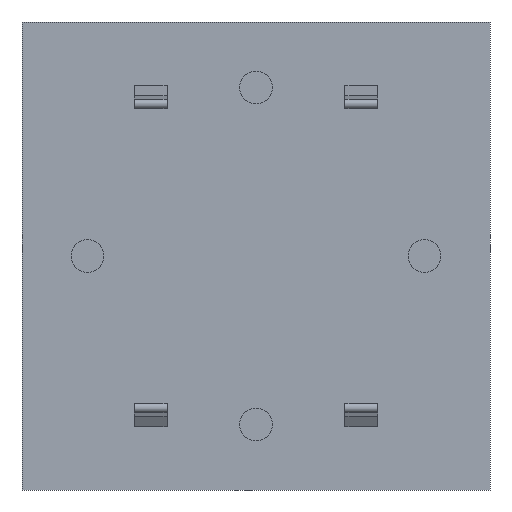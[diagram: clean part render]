
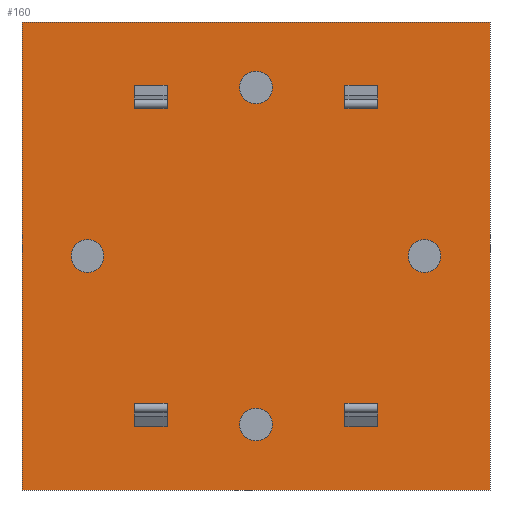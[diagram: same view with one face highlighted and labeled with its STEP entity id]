
A CAD part, front view. The second image highlights one B-rep face of the part: STEP entity #160.
In plain terms, the highlighted planar face has unit normal (0, -1, 0).
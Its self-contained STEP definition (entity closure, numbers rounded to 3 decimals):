
#160=ADVANCED_FACE('',(#348,#349,#350,#351,#352,#353,#354,#355,#356),#357,.F.);
#348=FACE_BOUND('',#569,.T.);
#349=FACE_BOUND('',#570,.T.);
#350=FACE_BOUND('',#571,.T.);
#351=FACE_BOUND('',#572,.T.);
#352=FACE_BOUND('',#573,.T.);
#353=FACE_BOUND('',#574,.T.);
#354=FACE_OUTER_BOUND('',#575,.T.);
#355=FACE_BOUND('',#576,.T.);
#356=FACE_BOUND('',#577,.T.);
#357=PLANE('',#578);
#569=EDGE_LOOP('',(#977,#978,#979,#980));
#570=EDGE_LOOP('',(#981,#982,#983,#984));
#571=EDGE_LOOP('',(#985,#986));
#572=EDGE_LOOP('',(#987,#988));
#573=EDGE_LOOP('',(#989,#990));
#574=EDGE_LOOP('',(#991,#992));
#575=EDGE_LOOP('',(#993,#994,#995,#996));
#576=EDGE_LOOP('',(#997,#998,#999,#1000));
#577=EDGE_LOOP('',(#1001,#1002,#1003,#1004));
#578=AXIS2_PLACEMENT_3D('',#1005,#1006,#1007);
#977=ORIENTED_EDGE('',*,*,#1422,.T.);
#978=ORIENTED_EDGE('',*,*,#1423,.T.);
#979=ORIENTED_EDGE('',*,*,#1424,.T.);
#980=ORIENTED_EDGE('',*,*,#1425,.T.);
#981=ORIENTED_EDGE('',*,*,#1426,.T.);
#982=ORIENTED_EDGE('',*,*,#1427,.T.);
#983=ORIENTED_EDGE('',*,*,#1428,.T.);
#984=ORIENTED_EDGE('',*,*,#1429,.T.);
#985=ORIENTED_EDGE('',*,*,#1430,.T.);
#986=ORIENTED_EDGE('',*,*,#1307,.T.);
#987=ORIENTED_EDGE('',*,*,#1431,.T.);
#988=ORIENTED_EDGE('',*,*,#1302,.T.);
#989=ORIENTED_EDGE('',*,*,#1432,.T.);
#990=ORIENTED_EDGE('',*,*,#1297,.T.);
#991=ORIENTED_EDGE('',*,*,#1433,.T.);
#992=ORIENTED_EDGE('',*,*,#1292,.T.);
#993=ORIENTED_EDGE('',*,*,#1434,.T.);
#994=ORIENTED_EDGE('',*,*,#1435,.F.);
#995=ORIENTED_EDGE('',*,*,#1436,.F.);
#996=ORIENTED_EDGE('',*,*,#1437,.F.);
#997=ORIENTED_EDGE('',*,*,#1401,.T.);
#998=ORIENTED_EDGE('',*,*,#1390,.T.);
#999=ORIENTED_EDGE('',*,*,#1418,.T.);
#1000=ORIENTED_EDGE('',*,*,#1420,.T.);
#1001=ORIENTED_EDGE('',*,*,#1369,.T.);
#1002=ORIENTED_EDGE('',*,*,#1358,.T.);
#1003=ORIENTED_EDGE('',*,*,#1386,.T.);
#1004=ORIENTED_EDGE('',*,*,#1388,.T.);
#1005=CARTESIAN_POINT('',(0.0,5.5,0.0));
#1006=DIRECTION('',(0.0,1.0,0.0));
#1007=DIRECTION('',(0.0,0.0,1.0));
#1292=EDGE_CURVE('',#1526,#1530,#1532,.T.);
#1297=EDGE_CURVE('',#1535,#1539,#1541,.T.);
#1302=EDGE_CURVE('',#1544,#1548,#1550,.T.);
#1307=EDGE_CURVE('',#1553,#1557,#1559,.T.);
#1358=EDGE_CURVE('',#1641,#1642,#1643,.T.);
#1369=EDGE_CURVE('',#1657,#1641,#1661,.T.);
#1386=EDGE_CURVE('',#1642,#1681,#1683,.T.);
#1388=EDGE_CURVE('',#1681,#1657,#1685,.T.);
#1390=EDGE_CURVE('',#1687,#1688,#1689,.T.);
#1401=EDGE_CURVE('',#1703,#1687,#1707,.T.);
#1418=EDGE_CURVE('',#1688,#1727,#1729,.T.);
#1420=EDGE_CURVE('',#1727,#1703,#1731,.T.);
#1422=EDGE_CURVE('',#1733,#1734,#1735,.T.);
#1423=EDGE_CURVE('',#1734,#1736,#1737,.T.);
#1424=EDGE_CURVE('',#1736,#1738,#1739,.T.);
#1425=EDGE_CURVE('',#1738,#1733,#1740,.T.);
#1426=EDGE_CURVE('',#1741,#1742,#1743,.T.);
#1427=EDGE_CURVE('',#1742,#1744,#1745,.T.);
#1428=EDGE_CURVE('',#1744,#1746,#1747,.T.);
#1429=EDGE_CURVE('',#1746,#1741,#1748,.T.);
#1430=EDGE_CURVE('',#1557,#1553,#1749,.T.);
#1431=EDGE_CURVE('',#1548,#1544,#1750,.T.);
#1432=EDGE_CURVE('',#1539,#1535,#1751,.T.);
#1433=EDGE_CURVE('',#1530,#1526,#1752,.T.);
#1434=EDGE_CURVE('',#1753,#1754,#1755,.T.);
#1435=EDGE_CURVE('',#1756,#1754,#1757,.T.);
#1436=EDGE_CURVE('',#1758,#1756,#1759,.T.);
#1437=EDGE_CURVE('',#1753,#1758,#1760,.T.);
#1526=VERTEX_POINT('',#1874);
#1530=VERTEX_POINT('',#1879);
#1532=CIRCLE('',#1882,0.35);
#1535=VERTEX_POINT('',#1885);
#1539=VERTEX_POINT('',#1890);
#1541=CIRCLE('',#1893,0.35);
#1544=VERTEX_POINT('',#1896);
#1548=VERTEX_POINT('',#1901);
#1550=CIRCLE('',#1904,0.35);
#1553=VERTEX_POINT('',#1907);
#1557=VERTEX_POINT('',#1912);
#1559=CIRCLE('',#1915,0.35);
#1641=VERTEX_POINT('',#2026);
#1642=VERTEX_POINT('',#2027);
#1643=LINE('',#2028,#2029);
#1657=VERTEX_POINT('',#2049);
#1661=LINE('',#2055,#2056);
#1681=VERTEX_POINT('',#2084);
#1683=LINE('',#2087,#2088);
#1685=LINE('',#2090,#2091);
#1687=VERTEX_POINT('',#2093);
#1688=VERTEX_POINT('',#2094);
#1689=LINE('',#2095,#2096);
#1703=VERTEX_POINT('',#2116);
#1707=LINE('',#2122,#2123);
#1727=VERTEX_POINT('',#2151);
#1729=LINE('',#2154,#2155);
#1731=LINE('',#2157,#2158);
#1733=VERTEX_POINT('',#2160);
#1734=VERTEX_POINT('',#2161);
#1735=LINE('',#2162,#2163);
#1736=VERTEX_POINT('',#2164);
#1737=LINE('',#2165,#2166);
#1738=VERTEX_POINT('',#2167);
#1739=LINE('',#2168,#2169);
#1740=LINE('',#2170,#2171);
#1741=VERTEX_POINT('',#2172);
#1742=VERTEX_POINT('',#2173);
#1743=LINE('',#2174,#2175);
#1744=VERTEX_POINT('',#2176);
#1745=LINE('',#2177,#2178);
#1746=VERTEX_POINT('',#2179);
#1747=LINE('',#2180,#2181);
#1748=LINE('',#2182,#2183);
#1749=CIRCLE('',#2184,0.35);
#1750=CIRCLE('',#2185,0.35);
#1751=CIRCLE('',#2186,0.35);
#1752=CIRCLE('',#2187,0.35);
#1753=VERTEX_POINT('',#2188);
#1754=VERTEX_POINT('',#2189);
#1755=LINE('',#2190,#2191);
#1756=VERTEX_POINT('',#2192);
#1757=LINE('',#2193,#2194);
#1758=VERTEX_POINT('',#2195);
#1759=LINE('',#2196,#2197);
#1760=LINE('',#2198,#2199);
#1874=CARTESIAN_POINT('',(-3.95,5.5,0.));
#1879=CARTESIAN_POINT('',(-3.25,5.5,0.));
#1882=AXIS2_PLACEMENT_3D('',#2361,#2362,#2363);
#1885=CARTESIAN_POINT('',(0.,5.5,3.95));
#1890=CARTESIAN_POINT('',(0.,5.5,3.25));
#1893=AXIS2_PLACEMENT_3D('',#2369,#2370,#2371);
#1896=CARTESIAN_POINT('',(3.95,5.5,0.));
#1901=CARTESIAN_POINT('',(3.25,5.5,0.));
#1904=AXIS2_PLACEMENT_3D('',#2377,#2378,#2379);
#1907=CARTESIAN_POINT('',(0.,5.5,-3.95));
#1912=CARTESIAN_POINT('',(0.,5.5,-3.25));
#1915=AXIS2_PLACEMENT_3D('',#2385,#2386,#2387);
#2026=CARTESIAN_POINT('',(2.6,5.5,-3.147));
#2027=CARTESIAN_POINT('',(2.6,5.5,-3.35));
#2028=CARTESIAN_POINT('',(2.6,5.5,-1.672));
#2029=VECTOR('',#2441,1.0);
#2049=CARTESIAN_POINT('',(1.9,5.5,-3.147));
#2055=CARTESIAN_POINT('',(1.3,5.5,-3.147));
#2056=VECTOR('',#2453,1.0);
#2084=CARTESIAN_POINT('',(1.9,5.5,-3.35));
#2087=CARTESIAN_POINT('',(1.3,5.5,-3.35));
#2088=VECTOR('',#2466,1.0);
#2090=CARTESIAN_POINT('',(1.9,5.5,-1.672));
#2091=VECTOR('',#2467,1.0);
#2093=CARTESIAN_POINT('',(-1.9,5.5,-3.147));
#2094=CARTESIAN_POINT('',(-1.9,5.5,-3.35));
#2095=CARTESIAN_POINT('',(-1.9,5.5,-1.672));
#2096=VECTOR('',#2468,1.0);
#2116=CARTESIAN_POINT('',(-2.6,5.5,-3.147));
#2122=CARTESIAN_POINT('',(-0.95,5.5,-3.147));
#2123=VECTOR('',#2480,1.0);
#2151=CARTESIAN_POINT('',(-2.6,5.5,-3.35));
#2154=CARTESIAN_POINT('',(-0.95,5.5,-3.35));
#2155=VECTOR('',#2493,1.0);
#2157=CARTESIAN_POINT('',(-2.6,5.5,-1.672));
#2158=VECTOR('',#2494,1.0);
#2160=CARTESIAN_POINT('',(-1.9,5.5,3.147));
#2161=CARTESIAN_POINT('',(-2.6,5.5,3.147));
#2162=CARTESIAN_POINT('',(-1.3,5.5,3.147));
#2163=VECTOR('',#2495,1.0);
#2164=CARTESIAN_POINT('',(-2.6,5.5,3.35));
#2165=CARTESIAN_POINT('',(-2.6,5.5,1.672));
#2166=VECTOR('',#2496,1.0);
#2167=CARTESIAN_POINT('',(-1.9,5.5,3.35));
#2168=CARTESIAN_POINT('',(-1.3,5.5,3.35));
#2169=VECTOR('',#2497,1.0);
#2170=CARTESIAN_POINT('',(-1.9,5.5,1.672));
#2171=VECTOR('',#2498,1.0);
#2172=CARTESIAN_POINT('',(2.6,5.5,3.147));
#2173=CARTESIAN_POINT('',(1.9,5.5,3.147));
#2174=CARTESIAN_POINT('',(0.95,5.5,3.147));
#2175=VECTOR('',#2499,1.0);
#2176=CARTESIAN_POINT('',(1.9,5.5,3.35));
#2177=CARTESIAN_POINT('',(1.9,5.5,1.672));
#2178=VECTOR('',#2500,1.0);
#2179=CARTESIAN_POINT('',(2.6,5.5,3.35));
#2180=CARTESIAN_POINT('',(0.95,5.5,3.35));
#2181=VECTOR('',#2501,1.0);
#2182=CARTESIAN_POINT('',(2.6,5.5,1.672));
#2183=VECTOR('',#2502,1.0);
#2184=AXIS2_PLACEMENT_3D('',#2503,#2504,#2505);
#2185=AXIS2_PLACEMENT_3D('',#2506,#2507,#2508);
#2186=AXIS2_PLACEMENT_3D('',#2509,#2510,#2511);
#2187=AXIS2_PLACEMENT_3D('',#2512,#2513,#2514);
#2188=CARTESIAN_POINT('',(-5.0,5.5,5.0));
#2189=CARTESIAN_POINT('',(-5.0,5.5,-5.0));
#2190=CARTESIAN_POINT('',(-5.0,5.5,0.0));
#2191=VECTOR('',#2515,1.0);
#2192=CARTESIAN_POINT('',(5.0,5.5,-5.0));
#2193=CARTESIAN_POINT('',(0.0,5.5,-5.0));
#2194=VECTOR('',#2516,1.0);
#2195=CARTESIAN_POINT('',(5.0,5.5,5.0));
#2196=CARTESIAN_POINT('',(5.0,5.5,0.0));
#2197=VECTOR('',#2517,1.0);
#2198=CARTESIAN_POINT('',(0.0,5.5,5.0));
#2199=VECTOR('',#2518,1.0);
#2361=CARTESIAN_POINT('',(-3.6,5.5,0.));
#2362=DIRECTION('',(0.0,1.0,0.0));
#2363=DIRECTION('',(-1.0,0.0,0.));
#2369=CARTESIAN_POINT('',(0.,5.5,3.6));
#2370=DIRECTION('',(0.0,1.0,0.0));
#2371=DIRECTION('',(0.,0.0,1.0));
#2377=CARTESIAN_POINT('',(3.6,5.5,0.0));
#2378=DIRECTION('',(-0.0,1.0,0.0));
#2379=DIRECTION('',(1.0,0.0,0.0));
#2385=CARTESIAN_POINT('',(0.,5.5,-3.6));
#2386=DIRECTION('',(0.0,1.0,0.0));
#2387=DIRECTION('',(0.,0.0,-1.0));
#2441=DIRECTION('',(0.,0.0,-1.0));
#2453=DIRECTION('',(1.0,-0.0,0.));
#2466=DIRECTION('',(-1.0,0.0,0.));
#2467=DIRECTION('',(0.,0.0,1.0));
#2468=DIRECTION('',(0.,0.0,-1.0));
#2480=DIRECTION('',(1.0,-0.0,0.));
#2493=DIRECTION('',(-1.0,0.0,0.));
#2494=DIRECTION('',(0.,0.0,1.0));
#2495=DIRECTION('',(-1.0,0.0,0.));
#2496=DIRECTION('',(0.,0.0,1.0));
#2497=DIRECTION('',(1.0,-0.0,0.));
#2498=DIRECTION('',(0.,0.0,-1.0));
#2499=DIRECTION('',(-1.0,0.0,0.));
#2500=DIRECTION('',(0.,0.0,1.0));
#2501=DIRECTION('',(1.0,-0.0,0.));
#2502=DIRECTION('',(0.,0.0,-1.0));
#2503=CARTESIAN_POINT('',(0.,5.5,-3.6));
#2504=DIRECTION('',(0.0,1.0,0.0));
#2505=DIRECTION('',(0.,0.0,-1.0));
#2506=CARTESIAN_POINT('',(3.6,5.5,0.0));
#2507=DIRECTION('',(-0.0,1.0,0.0));
#2508=DIRECTION('',(1.0,0.0,0.0));
#2509=CARTESIAN_POINT('',(0.,5.5,3.6));
#2510=DIRECTION('',(0.0,1.0,0.0));
#2511=DIRECTION('',(0.,0.0,1.0));
#2512=CARTESIAN_POINT('',(-3.6,5.5,0.));
#2513=DIRECTION('',(0.0,1.0,0.0));
#2514=DIRECTION('',(-1.0,0.0,0.));
#2515=DIRECTION('',(0.0,0.0,-1.0));
#2516=DIRECTION('',(-1.0,0.0,0.0));
#2517=DIRECTION('',(0.0,0.0,-1.0));
#2518=DIRECTION('',(1.0,0.0,0.0));
